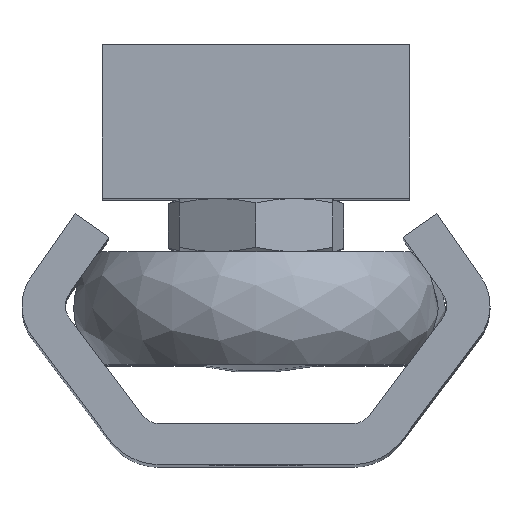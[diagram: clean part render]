
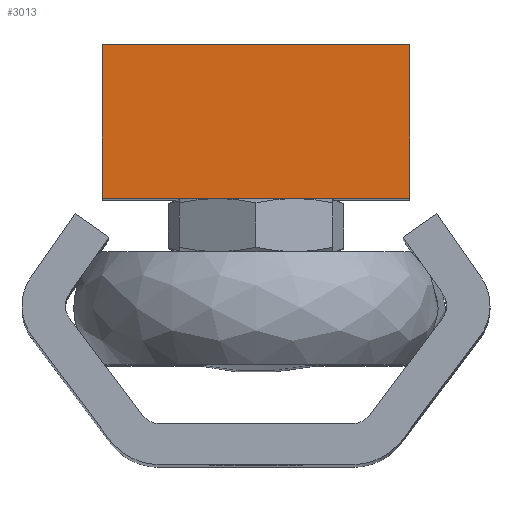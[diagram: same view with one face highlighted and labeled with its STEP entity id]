
A CAD part, top view. The second image highlights one B-rep face of the part: STEP entity #3013.
In plain terms, the highlighted planar face has unit normal (0, 0, 1).
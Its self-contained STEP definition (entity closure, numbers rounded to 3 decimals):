
#122 = AXIS2_PLACEMENT_3D ( 'NONE', #4028, #4034, #4035 ) ;
#343 = EDGE_CURVE ( 'NONE', #5301, #3330, #2638, .T. ) ;
#716 = CARTESIAN_POINT ( 'NONE',  ( -15., -3., 0. ) ) ;
#717 = DIRECTION ( 'NONE',  ( 0., -1., 0. ) ) ;
#724 = CARTESIAN_POINT ( 'NONE',  ( 15., -3., 0. ) ) ;
#725 = DIRECTION ( 'NONE',  ( 0., 1., 0. ) ) ;
#735 = CARTESIAN_POINT ( 'NONE',  ( -15., 12., 0. ) ) ;
#736 = DIRECTION ( 'NONE',  ( -1., 0., 0. ) ) ;
#770 = CARTESIAN_POINT ( 'NONE',  ( 15., -3., 0. ) ) ;
#779 = CARTESIAN_POINT ( 'NONE',  ( -15., 12., 0. ) ) ;
#1509 = CARTESIAN_POINT ( 'NONE',  ( 15., 12., 0. ) ) ;
#1516 = CARTESIAN_POINT ( 'NONE',  ( -15., -3., 0. ) ) ;
#1821 = LINE ( 'NONE', #716, #1824 ) ;
#1823 = LINE ( 'NONE', #724, #1829 ) ;
#1824 = VECTOR ( 'NONE', #717, 1000. ) ;
#1829 = VECTOR ( 'NONE', #725, 1000. ) ;
#1832 = LINE ( 'NONE', #735, #1838 ) ;
#1838 = VECTOR ( 'NONE', #736, 1000. ) ;
#2444 = EDGE_LOOP ( 'NONE', ( #2648, #2649, #2650, #2651 ) ) ;
#2638 = LINE ( 'NONE', #3374, #2647 ) ;
#2647 = VECTOR ( 'NONE', #3381, 1000. ) ;
#2648 = ORIENTED_EDGE ( 'NONE', *, *, #3271, .T. ) ;
#2649 = ORIENTED_EDGE ( 'NONE', *, *, #343, .T. ) ;
#2650 = ORIENTED_EDGE ( 'NONE', *, *, #3274, .T. ) ;
#2651 = ORIENTED_EDGE ( 'NONE', *, *, #3279, .T. ) ;
#3013 = ADVANCED_FACE ( 'NONE', ( #5073 ), #4025, .F. ) ;
#3271 = EDGE_CURVE ( 'NONE', #3339, #5301, #1821, .T. ) ;
#3274 = EDGE_CURVE ( 'NONE', #3330, #5294, #1823, .T. ) ;
#3279 = EDGE_CURVE ( 'NONE', #5294, #3339, #1832, .T. ) ;
#3330 = VERTEX_POINT ( 'NONE', #770 ) ;
#3339 = VERTEX_POINT ( 'NONE', #779 ) ;
#3374 = CARTESIAN_POINT ( 'NONE',  ( -15., -3., 0. ) ) ;
#3381 = DIRECTION ( 'NONE',  ( 1., 0., 0. ) ) ;
#4025 = PLANE ( 'NONE',  #122 ) ;
#4028 = CARTESIAN_POINT ( 'NONE',  ( -15., -3., 0. ) ) ;
#4034 = DIRECTION ( 'NONE',  ( 0., 0., -1. ) ) ;
#4035 = DIRECTION ( 'NONE',  ( -1., 0., 0. ) ) ;
#5073 = FACE_OUTER_BOUND ( 'NONE', #2444, .T. ) ;
#5294 = VERTEX_POINT ( 'NONE', #1509 ) ;
#5301 = VERTEX_POINT ( 'NONE', #1516 ) ;
